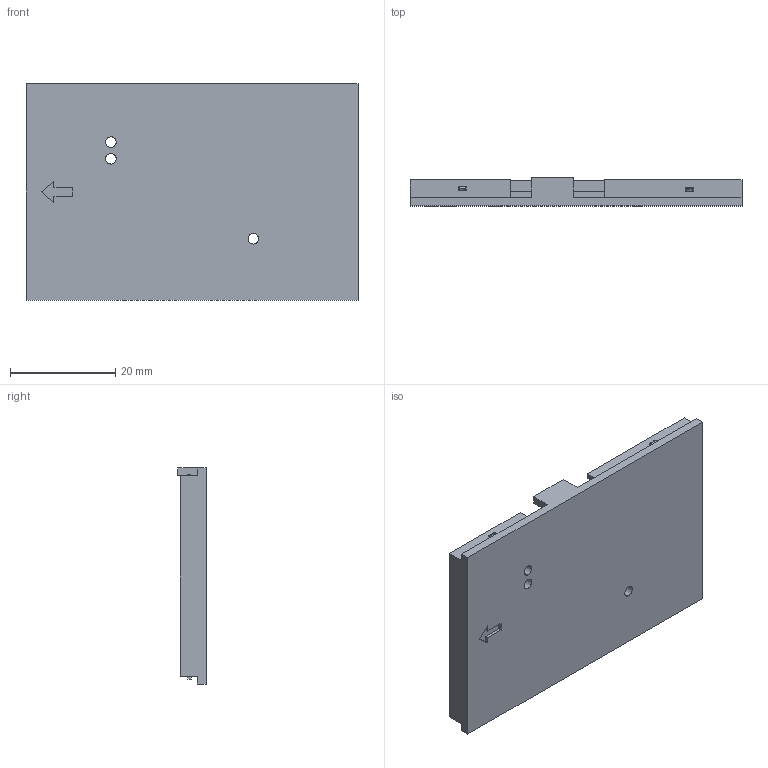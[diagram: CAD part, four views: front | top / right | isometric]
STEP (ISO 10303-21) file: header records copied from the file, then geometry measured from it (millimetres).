
FILE_DESCRIPTION(/* description */ (''),/* implementation_level */ '2;1');
FILE_NAME(/* name */ 'Lid.step',/* time_stamp */ '2024-04-05T16:53:09-04:00',/* author */ (''),/* organization */ (''),/* preprocessor_version */ 'ST-DEVELOPER v20',/* originating_system */ 'Autodesk Translation Framework v12.20.1.177',/* authorisation */ '');
FILE_SCHEMA (('AUTOMOTIVE_DESIGN { 1 0 10303 214 3 1 1 }'));
Length unit declared in the file: millimetre
Products named in the file (1): Lid
Bounding box: 63 x 5.37 x 41 mm (x, y, z)
Volume: 5230.9 mm3; surface area: 7133.2 mm2
Topology: 1 solids, 1 shells, 78 faces, 222 edges, 147 vertices
Faces by surface type: plane 64, cylinder 9, cone 5
Full cylindrical faces by diameter (mm): 2 x1
Entity records: 2672 total; most frequent: CARTESIAN_POINT 644, ORIENTED_EDGE 436, DIRECTION 368, EDGE_CURVE 218, LINE 178, VECTOR 178, VERTEX_POINT 147, AXIS2_PLACEMENT_3D 95
